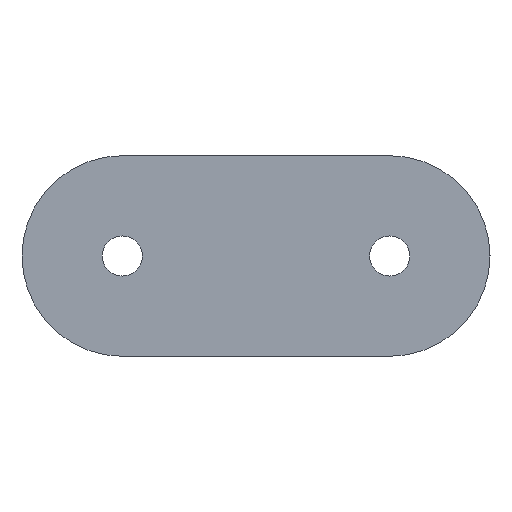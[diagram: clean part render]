
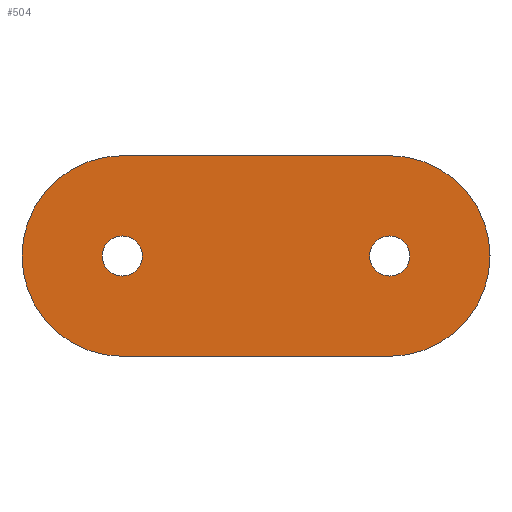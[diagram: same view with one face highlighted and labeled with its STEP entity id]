
A CAD part, left-side view. The second image highlights one B-rep face of the part: STEP entity #504.
In plain terms, the highlighted planar face has unit normal (-1, 0, 0).
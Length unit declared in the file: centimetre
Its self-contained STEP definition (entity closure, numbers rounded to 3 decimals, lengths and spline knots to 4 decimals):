
#1 = AXIS2_PLACEMENT_3D ( 'NONE', #23, #590, #634 ) ;
#8 = EDGE_LOOP ( 'NONE', ( #35, #663, #237, #529 ) ) ;
#11 = EDGE_CURVE ( 'NONE', #527, #89, #326, .T. ) ;
#12 = ORIENTED_EDGE ( 'NONE', *, *, #369, .T. ) ;
#21 = VECTOR ( 'NONE', #109, 100. ) ;
#23 = CARTESIAN_POINT ( 'NONE',  ( -13.1, 0., 0. ) ) ;
#33 = FACE_BOUND ( 'NONE', #483, .T. ) ;
#35 = ORIENTED_EDGE ( 'NONE', *, *, #11, .F. ) ;
#39 = DIRECTION ( 'NONE',  ( 0., 0., 1. ) ) ;
#44 = AXIS2_PLACEMENT_3D ( 'NONE', #512, #666, #153 ) ;
#49 = DIRECTION ( 'NONE',  ( 1., 0., 0. ) ) ;
#83 = PLANE ( 'NONE',  #229 ) ;
#84 = ORIENTED_EDGE ( 'NONE', *, *, #578, .T. ) ;
#87 = CIRCLE ( 'NONE', #493, 0.15 ) ;
#89 = VERTEX_POINT ( 'NONE', #235 ) ;
#108 = AXIS2_PLACEMENT_3D ( 'NONE', #138, #560, #39 ) ;
#109 = DIRECTION ( 'NONE',  ( 0., 1., 0. ) ) ;
#118 = VERTEX_POINT ( 'NONE', #442 ) ;
#125 = CIRCLE ( 'NONE', #279, 0.75 ) ;
#138 = CARTESIAN_POINT ( 'NONE',  ( -13.1, 2., 0. ) ) ;
#141 = DIRECTION ( 'NONE',  ( 0., 0., -1. ) ) ;
#146 = CIRCLE ( 'NONE', #44, 0.15 ) ;
#153 = DIRECTION ( 'NONE',  ( 0., 0., 1. ) ) ;
#180 = ORIENTED_EDGE ( 'NONE', *, *, #413, .T. ) ;
#217 = AXIS2_PLACEMENT_3D ( 'NONE', #502, #254, #141 ) ;
#229 = AXIS2_PLACEMENT_3D ( 'NONE', #245, #447, #659 ) ;
#235 = CARTESIAN_POINT ( 'NONE',  ( -13.1, 0., -0.75 ) ) ;
#237 = ORIENTED_EDGE ( 'NONE', *, *, #657, .F. ) ;
#245 = CARTESIAN_POINT ( 'NONE',  ( -13.1, 0., 0. ) ) ;
#254 = DIRECTION ( 'NONE',  ( 1., 0., 0. ) ) ;
#266 = CARTESIAN_POINT ( 'NONE',  ( -13.1, 2., -0.15 ) ) ;
#279 = AXIS2_PLACEMENT_3D ( 'NONE', #616, #465, #509 ) ;
#280 = VERTEX_POINT ( 'NONE', #281 ) ;
#281 = CARTESIAN_POINT ( 'NONE',  ( -13.1, 2., 0.75 ) ) ;
#298 = FACE_BOUND ( 'NONE', #609, .T. ) ;
#319 = VERTEX_POINT ( 'NONE', #589 ) ;
#326 = CIRCLE ( 'NONE', #1, 0.75 ) ;
#335 = VERTEX_POINT ( 'NONE', #479 ) ;
#340 = VERTEX_POINT ( 'NONE', #640 ) ;
#356 = VECTOR ( 'NONE', #414, 100. ) ;
#364 = CARTESIAN_POINT ( 'NONE',  ( -13.1, 0., 0. ) ) ;
#369 = EDGE_CURVE ( 'NONE', #319, #638, #146, .T. ) ;
#405 = EDGE_CURVE ( 'NONE', #638, #319, #474, .T. ) ;
#413 = EDGE_CURVE ( 'NONE', #118, #340, #665, .T. ) ;
#414 = DIRECTION ( 'NONE',  ( 0., -1., 0. ) ) ;
#417 = LINE ( 'NONE', #668, #356 ) ;
#426 = ORIENTED_EDGE ( 'NONE', *, *, #405, .T. ) ;
#442 = CARTESIAN_POINT ( 'NONE',  ( -13.1, 0., -0.15 ) ) ;
#447 = DIRECTION ( 'NONE',  ( 1., 0., 0. ) ) ;
#457 = CARTESIAN_POINT ( 'NONE',  ( -13.1, 0., 0.75 ) ) ;
#465 = DIRECTION ( 'NONE',  ( 1., 0., 0. ) ) ;
#474 = CIRCLE ( 'NONE', #108, 0.15 ) ;
#479 = CARTESIAN_POINT ( 'NONE',  ( -13.1, 2., -0.75 ) ) ;
#483 = EDGE_LOOP ( 'NONE', ( #12, #426 ) ) ;
#493 = AXIS2_PLACEMENT_3D ( 'NONE', #364, #49, #567 ) ;
#502 = CARTESIAN_POINT ( 'NONE',  ( -13.1, 0., 0. ) ) ;
#504 = ADVANCED_FACE ( 'NONE', ( #598, #298, #33 ), #83, .F. ) ;
#508 = EDGE_CURVE ( 'NONE', #89, #335, #604, .T. ) ;
#509 = DIRECTION ( 'NONE',  ( 0., 0., 1. ) ) ;
#512 = CARTESIAN_POINT ( 'NONE',  ( -13.1, 2., 0. ) ) ;
#527 = VERTEX_POINT ( 'NONE', #457 ) ;
#529 = ORIENTED_EDGE ( 'NONE', *, *, #508, .F. ) ;
#558 = CARTESIAN_POINT ( 'NONE',  ( -13.1, 0., -0.75 ) ) ;
#560 = DIRECTION ( 'NONE',  ( 1., 0., 0. ) ) ;
#567 = DIRECTION ( 'NONE',  ( 0., 0., -1. ) ) ;
#578 = EDGE_CURVE ( 'NONE', #340, #118, #87, .T. ) ;
#589 = CARTESIAN_POINT ( 'NONE',  ( -13.1, 2., 0.15 ) ) ;
#590 = DIRECTION ( 'NONE',  ( 1., 0., 0. ) ) ;
#598 = FACE_OUTER_BOUND ( 'NONE', #8, .T. ) ;
#604 = LINE ( 'NONE', #558, #21 ) ;
#609 = EDGE_LOOP ( 'NONE', ( #84, #180 ) ) ;
#616 = CARTESIAN_POINT ( 'NONE',  ( -13.1, 2., 0. ) ) ;
#630 = EDGE_CURVE ( 'NONE', #280, #527, #417, .T. ) ;
#634 = DIRECTION ( 'NONE',  ( 0., 0., -1. ) ) ;
#638 = VERTEX_POINT ( 'NONE', #266 ) ;
#640 = CARTESIAN_POINT ( 'NONE',  ( -13.1, 0., 0.15 ) ) ;
#657 = EDGE_CURVE ( 'NONE', #335, #280, #125, .T. ) ;
#659 = DIRECTION ( 'NONE',  ( 0., 0., -1. ) ) ;
#663 = ORIENTED_EDGE ( 'NONE', *, *, #630, .F. ) ;
#665 = CIRCLE ( 'NONE', #217, 0.15 ) ;
#666 = DIRECTION ( 'NONE',  ( 1., 0., 0. ) ) ;
#668 = CARTESIAN_POINT ( 'NONE',  ( -13.1, 0., 0.75 ) ) ;
